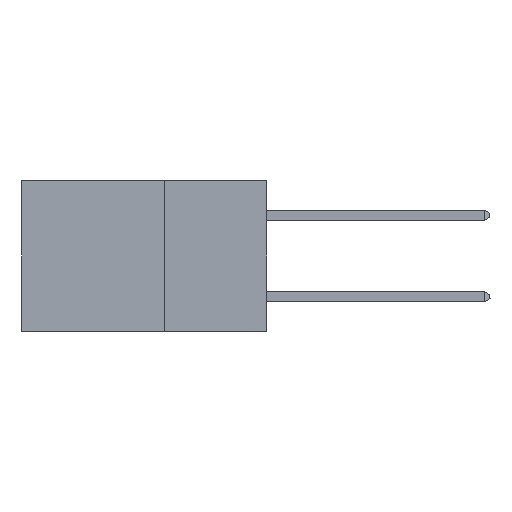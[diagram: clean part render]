
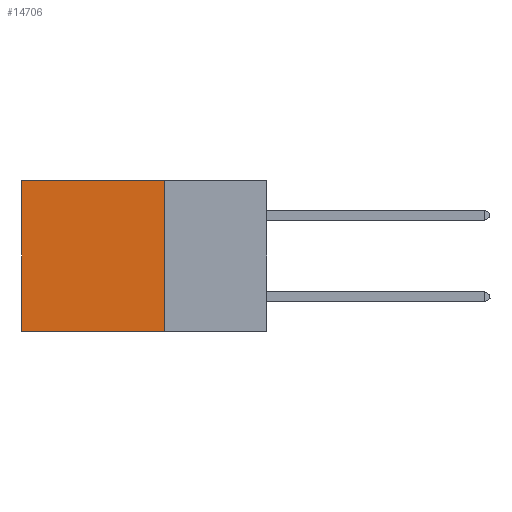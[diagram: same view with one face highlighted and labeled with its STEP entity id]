
A CAD part, left-side view. The second image highlights one B-rep face of the part: STEP entity #14706.
In plain terms, the highlighted planar face has unit normal (-1, 0, 0).
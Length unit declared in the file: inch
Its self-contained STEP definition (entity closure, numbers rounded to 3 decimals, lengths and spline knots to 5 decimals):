
#256 = LINE ( 'NONE', #16658, #11381 ) ;
#714 = CARTESIAN_POINT ( 'NONE',  ( 0.2875, 0.25, 0. ) ) ;
#766 = CARTESIAN_POINT ( 'NONE',  ( 0.2875, 0.25, -0.37 ) ) ;
#830 = ORIENTED_EDGE ( 'NONE', *, *, #12418, .T. ) ;
#1283 = EDGE_LOOP ( 'NONE', ( #11296, #2108, #5786, #830 ) ) ;
#1569 = EDGE_CURVE ( 'NONE', #16524, #4690, #13064, .T. ) ;
#2108 = ORIENTED_EDGE ( 'NONE', *, *, #10803, .F. ) ;
#2346 = LINE ( 'NONE', #714, #17185 ) ;
#2874 = PLANE ( 'NONE',  #10863 ) ;
#3328 = DIRECTION ( 'NONE',  ( 0., 0., -1. ) ) ;
#4690 = VERTEX_POINT ( 'NONE', #766 ) ;
#5786 = ORIENTED_EDGE ( 'NONE', *, *, #1569, .F. ) ;
#8202 = FACE_OUTER_BOUND ( 'NONE', #1283, .T. ) ;
#8380 = DIRECTION ( 'NONE',  ( 0., 0., -1. ) ) ;
#9231 = DIRECTION ( 'NONE',  ( 0., 0., -1. ) ) ;
#10119 = CARTESIAN_POINT ( 'NONE',  ( 0.2875, 0.25, 0. ) ) ;
#10803 = EDGE_CURVE ( 'NONE', #4690, #12345, #256, .T. ) ;
#10863 = AXIS2_PLACEMENT_3D ( 'NONE', #10119, #12702, #8380 ) ;
#11296 = ORIENTED_EDGE ( 'NONE', *, *, #11582, .T. ) ;
#11381 = VECTOR ( 'NONE', #13789, 39.37008 ) ;
#11398 = CARTESIAN_POINT ( 'NONE',  ( 0.2875, 0.25, 0. ) ) ;
#11582 = EDGE_CURVE ( 'NONE', #15559, #12345, #16253, .T. ) ;
#11828 = CARTESIAN_POINT ( 'NONE',  ( 0.2875, 0.6, 0. ) ) ;
#12196 = CARTESIAN_POINT ( 'NONE',  ( 0.2875, 0.6, 0. ) ) ;
#12345 = VERTEX_POINT ( 'NONE', #16867 ) ;
#12418 = EDGE_CURVE ( 'NONE', #16524, #15559, #2346, .T. ) ;
#12702 = DIRECTION ( 'NONE',  ( 1., 0., 0. ) ) ;
#13064 = LINE ( 'NONE', #15676, #17474 ) ;
#13789 = DIRECTION ( 'NONE',  ( 0., 1., 0. ) ) ;
#14706 = ADVANCED_FACE ( 'NONE', ( #8202 ), #2874, .F. ) ;
#15559 = VERTEX_POINT ( 'NONE', #12196 ) ;
#15676 = CARTESIAN_POINT ( 'NONE',  ( 0.2875, 0.25, 0. ) ) ;
#16024 = DIRECTION ( 'NONE',  ( 0., 1., 0. ) ) ;
#16253 = LINE ( 'NONE', #11828, #17174 ) ;
#16524 = VERTEX_POINT ( 'NONE', #11398 ) ;
#16658 = CARTESIAN_POINT ( 'NONE',  ( 0.2875, 0.25, -0.37 ) ) ;
#16867 = CARTESIAN_POINT ( 'NONE',  ( 0.2875, 0.6, -0.37 ) ) ;
#17174 = VECTOR ( 'NONE', #9231, 39.37008 ) ;
#17185 = VECTOR ( 'NONE', #16024, 39.37008 ) ;
#17474 = VECTOR ( 'NONE', #3328, 39.37008 ) ;
